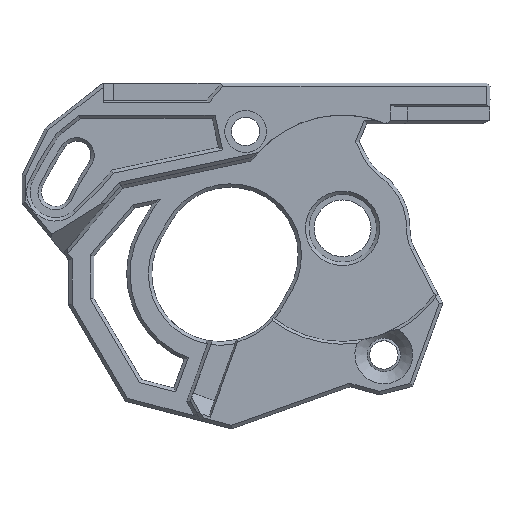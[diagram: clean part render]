
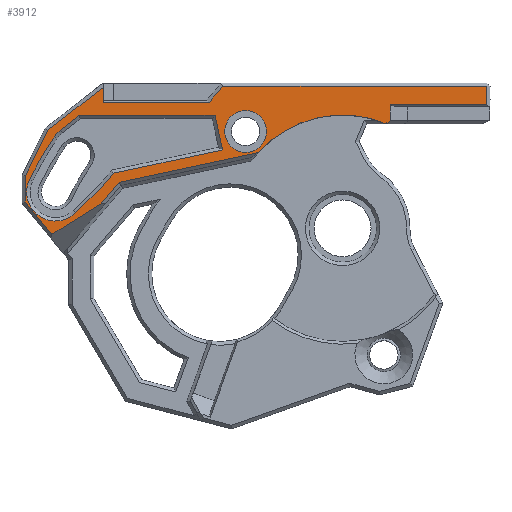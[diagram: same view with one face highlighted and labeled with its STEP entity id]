
A CAD part, top view. The second image highlights one B-rep face of the part: STEP entity #3912.
In plain terms, the highlighted planar face has unit normal (0, 0, 1).
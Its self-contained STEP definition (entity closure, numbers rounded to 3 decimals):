
#208=PLANE('',#4248);
#292=CIRCLE('',#4077,13.55);
#311=CIRCLE('',#4174,2.5);
#320=CIRCLE('',#4234,3.45);
#323=CIRCLE('',#4242,3.45);
#324=CIRCLE('',#4244,47.29);
#1159=ORIENTED_EDGE('',*,*,#1902,.F.);
#1160=ORIENTED_EDGE('',*,*,#1680,.F.);
#1161=ORIENTED_EDGE('',*,*,#1676,.F.);
#1162=ORIENTED_EDGE('',*,*,#1673,.F.);
#1163=ORIENTED_EDGE('',*,*,#1671,.F.);
#1164=ORIENTED_EDGE('',*,*,#1914,.F.);
#1165=ORIENTED_EDGE('',*,*,#1924,.F.);
#1166=ORIENTED_EDGE('',*,*,#1923,.F.);
#1167=ORIENTED_EDGE('',*,*,#1920,.F.);
#1168=ORIENTED_EDGE('',*,*,#1817,.T.);
#1169=ORIENTED_EDGE('',*,*,#1866,.T.);
#1170=ORIENTED_EDGE('',*,*,#1932,.T.);
#1171=ORIENTED_EDGE('',*,*,#1662,.F.);
#1172=ORIENTED_EDGE('',*,*,#1657,.F.);
#1173=ORIENTED_EDGE('',*,*,#1832,.F.);
#1174=ORIENTED_EDGE('',*,*,#1706,.F.);
#1175=ORIENTED_EDGE('',*,*,#1933,.F.);
#1176=ORIENTED_EDGE('',*,*,#1934,.F.);
#1177=ORIENTED_EDGE('',*,*,#1935,.F.);
#1178=ORIENTED_EDGE('',*,*,#1931,.F.);
#1179=ORIENTED_EDGE('',*,*,#1819,.F.);
#1180=ORIENTED_EDGE('',*,*,#1692,.F.);
#1181=ORIENTED_EDGE('',*,*,#1689,.F.);
#1182=ORIENTED_EDGE('',*,*,#1623,.F.);
#1183=ORIENTED_EDGE('',*,*,#1649,.F.);
#1184=ORIENTED_EDGE('',*,*,#1825,.F.);
#1623=EDGE_CURVE('',#2157,#2153,#292,.F.);
#1649=EDGE_CURVE('',#2177,#2157,#2486,.T.);
#1657=EDGE_CURVE('',#2183,#2184,#2494,.T.);
#1662=EDGE_CURVE('',#2184,#2185,#2499,.T.);
#1671=EDGE_CURVE('',#2196,#2197,#2508,.T.);
#1673=EDGE_CURVE('',#2197,#2198,#2510,.T.);
#1676=EDGE_CURVE('',#2198,#2200,#2513,.T.);
#1680=EDGE_CURVE('',#2200,#2203,#2517,.T.);
#1689=EDGE_CURVE('',#2153,#2209,#2524,.T.);
#1692=EDGE_CURVE('',#2209,#2211,#2527,.T.);
#1706=EDGE_CURVE('',#2220,#2222,#2541,.T.);
#1817=EDGE_CURVE('',#2281,#2281,#311,.T.);
#1819=EDGE_CURVE('',#2211,#2283,#2628,.T.);
#1825=EDGE_CURVE('',#2287,#2177,#2634,.T.);
#1832=EDGE_CURVE('',#2222,#2183,#2641,.T.);
#1866=EDGE_CURVE('',#2287,#2310,#2675,.T.);
#1902=EDGE_CURVE('',#2203,#2318,#2709,.T.);
#1914=EDGE_CURVE('',#2326,#2196,#320,.T.);
#1920=EDGE_CURVE('',#2318,#2329,#2718,.T.);
#1923=EDGE_CURVE('',#2329,#2330,#323,.T.);
#1924=EDGE_CURVE('',#2330,#2326,#324,.T.);
#1931=EDGE_CURVE('',#2283,#2334,#2727,.T.);
#1932=EDGE_CURVE('',#2310,#2185,#2728,.T.);
#1933=EDGE_CURVE('',#2335,#2220,#2729,.T.);
#1934=EDGE_CURVE('',#2336,#2335,#2730,.T.);
#1935=EDGE_CURVE('',#2334,#2336,#2731,.T.);
#2153=VERTEX_POINT('',#5778);
#2157=VERTEX_POINT('',#5787);
#2177=VERTEX_POINT('',#5841);
#2183=VERTEX_POINT('',#5857);
#2184=VERTEX_POINT('',#5859);
#2185=VERTEX_POINT('',#5863);
#2196=VERTEX_POINT('',#5887);
#2197=VERTEX_POINT('',#5889);
#2198=VERTEX_POINT('',#5893);
#2200=VERTEX_POINT('',#5899);
#2203=VERTEX_POINT('',#5907);
#2209=VERTEX_POINT('',#5925);
#2211=VERTEX_POINT('',#5931);
#2220=VERTEX_POINT('',#5957);
#2222=VERTEX_POINT('',#5960);
#2281=VERTEX_POINT('',#6204);
#2283=VERTEX_POINT('',#6209);
#2287=VERTEX_POINT('',#6220);
#2310=VERTEX_POINT('',#6301);
#2318=VERTEX_POINT('',#6377);
#2326=VERTEX_POINT('',#6399);
#2329=VERTEX_POINT('',#6413);
#2330=VERTEX_POINT('',#6417);
#2334=VERTEX_POINT('',#6433);
#2335=VERTEX_POINT('',#6438);
#2336=VERTEX_POINT('',#6440);
#2486=LINE('',#5842,#2922);
#2494=LINE('',#5858,#2930);
#2499=LINE('',#5868,#2935);
#2508=LINE('',#5888,#2944);
#2510=LINE('',#5892,#2946);
#2513=LINE('',#5898,#2949);
#2517=LINE('',#5906,#2953);
#2524=LINE('',#5924,#2960);
#2527=LINE('',#5930,#2963);
#2541=LINE('',#5959,#2977);
#2628=LINE('',#6208,#3064);
#2634=LINE('',#6221,#3070);
#2641=LINE('',#6235,#3077);
#2675=LINE('',#6302,#3111);
#2709=LINE('',#6376,#3145);
#2718=LINE('',#6412,#3154);
#2727=LINE('',#6434,#3163);
#2728=LINE('',#6436,#3164);
#2729=LINE('',#6437,#3165);
#2730=LINE('',#6439,#3166);
#2731=LINE('',#6441,#3167);
#2922=VECTOR('',#4648,1000.);
#2930=VECTOR('',#4660,1000.);
#2935=VECTOR('',#4667,1000.);
#2944=VECTOR('',#4680,1000.);
#2946=VECTOR('',#4684,1000.);
#2949=VECTOR('',#4689,1000.);
#2953=VECTOR('',#4695,1000.);
#2960=VECTOR('',#4712,1000.);
#2963=VECTOR('',#4717,1000.);
#2977=VECTOR('',#4739,1000.);
#3064=VECTOR('',#4972,1000.);
#3070=VECTOR('',#4982,1000.);
#3077=VECTOR('',#4995,1000.);
#3111=VECTOR('',#5057,1000.);
#3145=VECTOR('',#5149,1000.);
#3154=VECTOR('',#5190,1000.);
#3163=VECTOR('',#5213,1000.);
#3164=VECTOR('',#5216,1000.);
#3165=VECTOR('',#5217,1000.);
#3166=VECTOR('',#5218,1000.);
#3167=VECTOR('',#5219,1000.);
#3411=EDGE_LOOP('',(#1159,#1160,#1161,#1162,#1163,#1164,#1165,#1166,#1167));
#3412=EDGE_LOOP('',(#1168));
#3413=EDGE_LOOP('',(#1169,#1170,#1171,#1172,#1173,#1174,#1175,#1176,#1177,
#1178,#1179,#1180,#1181,#1182,#1183,#1184));
#3659=FACE_BOUND('',#3411,.T.);
#3660=FACE_BOUND('',#3412,.T.);
#3661=FACE_BOUND('',#3413,.T.);
#3912=ADVANCED_FACE('',(#3659,#3660,#3661),#208,.F.);
#4077=AXIS2_PLACEMENT_3D('',#5788,#4605,#4606);
#4174=AXIS2_PLACEMENT_3D('',#6203,#4966,#4967);
#4234=AXIS2_PLACEMENT_3D('',#6400,#5173,#5174);
#4242=AXIS2_PLACEMENT_3D('',#6418,#5195,#5196);
#4244=AXIS2_PLACEMENT_3D('',#6420,#5199,#5200);
#4248=AXIS2_PLACEMENT_3D('',#6435,#5214,#5215);
#4605=DIRECTION('',(0.,0.,-1.));
#4606=DIRECTION('',(-1.,0.,0.));
#4648=DIRECTION('',(-0.816,-0.577,0.));
#4660=DIRECTION('',(0.649,0.76,0.));
#4667=DIRECTION('',(1.,0.,0.));
#4680=DIRECTION('',(0.714,0.7,0.));
#4684=DIRECTION('',(0.646,0.763,0.));
#4689=DIRECTION('',(0.978,0.209,0.));
#4695=DIRECTION('',(-0.209,0.978,0.));
#4712=DIRECTION('',(-0.978,-0.209,0.));
#4717=DIRECTION('',(-0.646,-0.763,0.));
#4739=DIRECTION('',(0.,-1.,0.));
#4966=DIRECTION('',(0.,0.,-1.));
#4967=DIRECTION('',(1.,0.,0.));
#4972=DIRECTION('',(-0.846,-0.532,0.));
#4982=DIRECTION('',(0.,-1.,0.));
#4995=DIRECTION('',(1.,0.,0.));
#5057=DIRECTION('',(1.,0.,0.));
#5149=DIRECTION('',(-1.,0.,0.));
#5173=DIRECTION('',(0.,0.,1.));
#5174=DIRECTION('',(-0.896,0.444,0.));
#5190=DIRECTION('',(-0.782,-0.623,0.));
#5195=DIRECTION('',(0.,0.,1.));
#5196=DIRECTION('',(-0.738,0.675,0.));
#5199=DIRECTION('',(0.,0.,1.));
#5200=DIRECTION('',(-0.869,0.494,0.));
#5213=DIRECTION('',(-0.636,0.772,0.));
#5214=DIRECTION('',(0.,0.,-1.));
#5215=DIRECTION('',(0.,-1.,0.));
#5216=DIRECTION('',(0.,1.,0.));
#5217=DIRECTION('',(0.79,0.613,0.));
#5218=DIRECTION('',(0.44,0.898,0.));
#5219=DIRECTION('',(0.,1.,0.));
#5778=CARTESIAN_POINT('',(4.04,13.378,6.8));
#5787=CARTESIAN_POINT('',(19.298,16.83,6.8));
#5788=CARTESIAN_POINT('',(14.11,4.312,6.8));
#5841=CARTESIAN_POINT('',(19.839,17.212,6.8));
#5842=CARTESIAN_POINT('',(11.295,11.171,6.8));
#5857=CARTESIAN_POINT('',(-1.838,19.395,6.8));
#5858=CARTESIAN_POINT('',(-6.228,14.255,6.8));
#5859=CARTESIAN_POINT('',(-0.219,21.29,6.8));
#5863=CARTESIAN_POINT('',(31.36,21.29,6.8));
#5868=CARTESIAN_POINT('',(15.678,21.29,6.8));
#5887=CARTESIAN_POINT('',(-17.812,6.167,6.8));
#5888=CARTESIAN_POINT('',(-11.811,12.045,6.8));
#5889=CARTESIAN_POINT('',(-14.754,9.163,6.8));
#5892=CARTESIAN_POINT('',(-13.987,10.068,6.8));
#5893=CARTESIAN_POINT('',(-13.277,10.906,6.8));
#5898=CARTESIAN_POINT('',(-6.834,12.282,6.8));
#5899=CARTESIAN_POINT('',(-0.247,13.69,6.8));
#5906=CARTESIAN_POINT('',(0.811,8.741,6.8));
#5907=CARTESIAN_POINT('',(-1.136,17.852,6.8));
#5924=CARTESIAN_POINT('',(-4.945,11.459,6.8));
#5925=CARTESIAN_POINT('',(-12.626,9.818,6.8));
#5930=CARTESIAN_POINT('',(-14.341,7.793,6.8));
#5931=CARTESIAN_POINT('',(-14.767,7.29,6.8));
#5957=CARTESIAN_POINT('',(-14.523,21.184,6.8));
#5959=CARTESIAN_POINT('',(-14.523,21.69,6.8));
#5960=CARTESIAN_POINT('',(-14.523,19.395,6.8));
#6203=CARTESIAN_POINT('',(2.523,15.904,6.8));
#6204=CARTESIAN_POINT('',(5.023,15.904,6.8));
#6208=CARTESIAN_POINT('',(-3.816,14.18,6.8));
#6209=CARTESIAN_POINT('',(-20.648,3.59,6.8));
#6220=CARTESIAN_POINT('',(19.839,19.108,6.8));
#6221=CARTESIAN_POINT('',(19.839,8.657,6.8));
#6235=CARTESIAN_POINT('',(0.157,19.395,6.8));
#6301=CARTESIAN_POINT('',(31.36,19.108,6.8));
#6302=CARTESIAN_POINT('',(12.418,19.108,6.8));
#6376=CARTESIAN_POINT('',(-5.179,17.852,6.8));
#6377=CARTESIAN_POINT('',(-17.391,17.852,6.8));
#6399=CARTESIAN_POINT('',(-23.318,10.163,6.8));
#6400=CARTESIAN_POINT('',(-20.227,8.631,6.8));
#6412=CARTESIAN_POINT('',(-16.898,18.244,6.8));
#6413=CARTESIAN_POINT('',(-19.666,16.04,6.8));
#6417=CARTESIAN_POINT('',(-20.394,15.244,6.8));
#6418=CARTESIAN_POINT('',(-17.516,13.341,6.8));
#6420=CARTESIAN_POINT('',(19.053,-10.838,6.8));
#6433=CARTESIAN_POINT('',(-23.835,7.456,6.8));
#6434=CARTESIAN_POINT('',(-14.064,-4.397,6.8));
#6435=CARTESIAN_POINT('',(5.288,0.501,6.8));
#6436=CARTESIAN_POINT('',(31.36,0.501,6.8));
#6437=CARTESIAN_POINT('',(-13.232,22.187,6.8));
#6438=CARTESIAN_POINT('',(-21.153,16.035,6.8));
#6439=CARTESIAN_POINT('',(-22.335,13.62,6.8));
#6440=CARTESIAN_POINT('',(-23.835,10.554,6.8));
#6441=CARTESIAN_POINT('',(-23.835,5.122,6.8));
